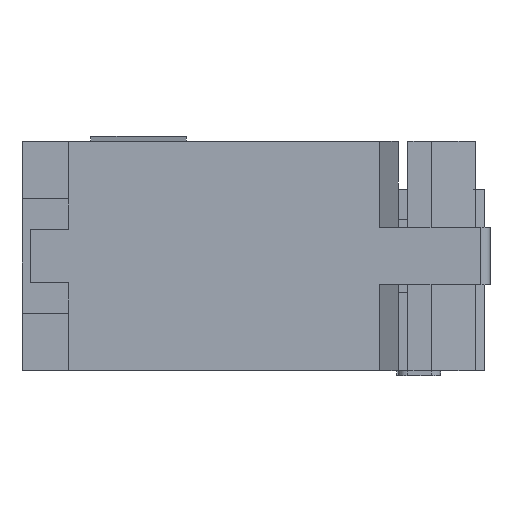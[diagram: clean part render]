
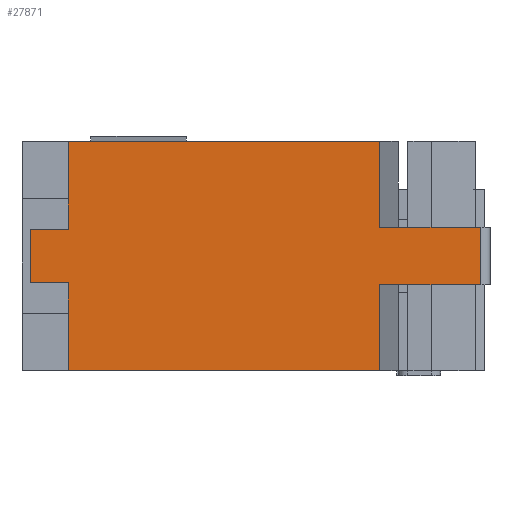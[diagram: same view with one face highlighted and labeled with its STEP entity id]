
A CAD part, left-side view. The second image highlights one B-rep face of the part: STEP entity #27871.
In plain terms, the highlighted planar face has unit normal (-1, 0, 0).
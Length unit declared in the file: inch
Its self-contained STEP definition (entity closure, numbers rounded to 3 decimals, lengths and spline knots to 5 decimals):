
#2101=FACE_OUTER_BOUND('',#3541,.T.);
#3541=EDGE_LOOP('',(#22036,#22037,#22038,#22039,#22040,#22041,#22042,#22043,
#22044,#22045,#22046,#22047));
#6335=LINE('',#44394,#9574);
#6350=LINE('',#44423,#9589);
#6351=LINE('',#44425,#9590);
#6352=LINE('',#44427,#9591);
#6353=LINE('',#44429,#9592);
#6354=LINE('',#44431,#9593);
#6355=LINE('',#44433,#9594);
#6356=LINE('',#44435,#9595);
#6357=LINE('',#44437,#9596);
#6358=LINE('',#44439,#9597);
#6359=LINE('',#44441,#9598);
#6360=LINE('',#44442,#9599);
#9574=VECTOR('',#34800,0.3937);
#9589=VECTOR('',#34827,0.3937);
#9590=VECTOR('',#34828,0.3937);
#9591=VECTOR('',#34829,0.3937);
#9592=VECTOR('',#34830,0.3937);
#9593=VECTOR('',#34831,0.3937);
#9594=VECTOR('',#34832,0.3937);
#9595=VECTOR('',#34833,0.3937);
#9596=VECTOR('',#34834,0.3937);
#9597=VECTOR('',#34835,0.3937);
#9598=VECTOR('',#34836,0.3937);
#9599=VECTOR('',#34837,0.3937);
#12276=VERTEX_POINT('',#44391);
#12277=VERTEX_POINT('',#44393);
#12285=VERTEX_POINT('',#44422);
#12286=VERTEX_POINT('',#44424);
#12287=VERTEX_POINT('',#44426);
#12288=VERTEX_POINT('',#44428);
#12289=VERTEX_POINT('',#44430);
#12290=VERTEX_POINT('',#44432);
#12291=VERTEX_POINT('',#44434);
#12292=VERTEX_POINT('',#44436);
#12293=VERTEX_POINT('',#44438);
#12294=VERTEX_POINT('',#44440);
#15698=EDGE_CURVE('',#12277,#12276,#6335,.T.);
#15713=EDGE_CURVE('',#12285,#12277,#6350,.T.);
#15714=EDGE_CURVE('',#12276,#12286,#6351,.T.);
#15715=EDGE_CURVE('',#12286,#12287,#6352,.T.);
#15716=EDGE_CURVE('',#12287,#12288,#6353,.T.);
#15717=EDGE_CURVE('',#12289,#12288,#6354,.T.);
#15718=EDGE_CURVE('',#12289,#12290,#6355,.T.);
#15719=EDGE_CURVE('',#12291,#12290,#6356,.T.);
#15720=EDGE_CURVE('',#12292,#12291,#6357,.T.);
#15721=EDGE_CURVE('',#12293,#12292,#6358,.T.);
#15722=EDGE_CURVE('',#12293,#12294,#6359,.T.);
#15723=EDGE_CURVE('',#12285,#12294,#6360,.T.);
#22036=ORIENTED_EDGE('',*,*,#15713,.T.);
#22037=ORIENTED_EDGE('',*,*,#15698,.T.);
#22038=ORIENTED_EDGE('',*,*,#15714,.T.);
#22039=ORIENTED_EDGE('',*,*,#15715,.T.);
#22040=ORIENTED_EDGE('',*,*,#15716,.T.);
#22041=ORIENTED_EDGE('',*,*,#15717,.F.);
#22042=ORIENTED_EDGE('',*,*,#15718,.T.);
#22043=ORIENTED_EDGE('',*,*,#15719,.F.);
#22044=ORIENTED_EDGE('',*,*,#15720,.F.);
#22045=ORIENTED_EDGE('',*,*,#15721,.F.);
#22046=ORIENTED_EDGE('',*,*,#15722,.T.);
#22047=ORIENTED_EDGE('',*,*,#15723,.F.);
#25033=PLANE('',#29541);
#27871=ADVANCED_FACE('',(#2101),#25033,.T.);
#29541=AXIS2_PLACEMENT_3D('',#44421,#34825,#34826);
#34800=DIRECTION('',(0.,1.,0.));
#34825=DIRECTION('center_axis',(-1.,0.,0.));
#34826=DIRECTION('ref_axis',(0.,1.,0.));
#34827=DIRECTION('',(0.,0.,-1.));
#34828=DIRECTION('',(0.,0.,-1.));
#34829=DIRECTION('',(0.,-1.,0.));
#34830=DIRECTION('',(0.,0.,-1.));
#34831=DIRECTION('',(0.,1.,0.));
#34832=DIRECTION('',(0.,0.,1.));
#34833=DIRECTION('',(0.,1.,0.));
#34834=DIRECTION('',(0.,0.,-1.));
#34835=DIRECTION('',(0.,-1.,0.));
#34836=DIRECTION('',(0.,0.,1.));
#34837=DIRECTION('',(0.,-1.,0.));
#44391=CARTESIAN_POINT('',(-0.57575,0.05285,0.02541));
#44393=CARTESIAN_POINT('',(-0.57575,0.01285,0.02541));
#44394=CARTESIAN_POINT('',(-0.57575,-0.20674,0.02541));
#44421=CARTESIAN_POINT('Origin',(-0.57575,-0.42815,
-0.00259));
#44422=CARTESIAN_POINT('',(-0.57575,0.01285,0.11741));
#44423=CARTESIAN_POINT('',(-0.57575,0.01285,0.02641));
#44424=CARTESIAN_POINT('',(-0.57575,0.05285,-0.03059));
#44425=CARTESIAN_POINT('',(-0.57575,0.05285,-0.00259));
#44426=CARTESIAN_POINT('',(-0.57575,0.01285,-0.03059));
#44427=CARTESIAN_POINT('',(-0.57575,-0.20674,-0.03059));
#44428=CARTESIAN_POINT('',(-0.57575,0.01285,-0.12259));
#44429=CARTESIAN_POINT('',(-0.57575,0.01285,-0.06259));
#44430=CARTESIAN_POINT('',(-0.57575,-0.31262,-0.12259));
#44431=CARTESIAN_POINT('',(-0.57575,-0.42815,-0.12259));
#44432=CARTESIAN_POINT('',(-0.57575,-0.31262,-0.03259));
#44433=CARTESIAN_POINT('',(-0.57575,-0.31262,-0.06259));
#44434=CARTESIAN_POINT('',(-0.57575,-0.41815,-0.03259));
#44435=CARTESIAN_POINT('',(-0.57575,-0.42815,-0.03259));
#44436=CARTESIAN_POINT('',(-0.57575,-0.41815,0.02741));
#44437=CARTESIAN_POINT('',(-0.57575,-0.41815,-0.00259));
#44438=CARTESIAN_POINT('',(-0.57575,-0.31262,0.02741));
#44439=CARTESIAN_POINT('',(-0.57575,-0.31262,0.02741));
#44440=CARTESIAN_POINT('',(-0.57575,-0.31262,0.11741));
#44441=CARTESIAN_POINT('',(-0.57575,-0.31262,0.05741));
#44442=CARTESIAN_POINT('',(-0.57575,-0.42815,0.11741));
